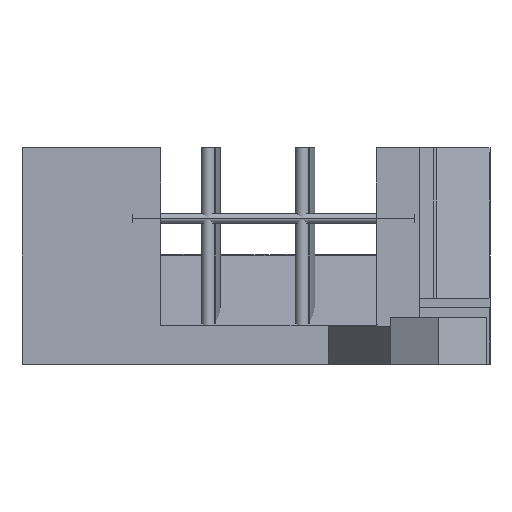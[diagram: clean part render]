
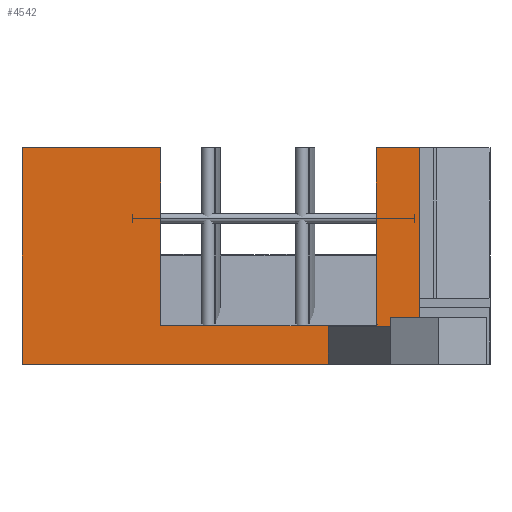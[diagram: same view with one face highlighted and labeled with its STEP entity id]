
A CAD part, left-side view. The second image highlights one B-rep face of the part: STEP entity #4542.
In plain terms, the highlighted planar face has unit normal (-1, 0, 0).
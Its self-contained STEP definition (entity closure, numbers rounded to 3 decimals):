
#44 = DIRECTION ( 'NONE',  ( 0., 1., 0. ) ) ;
#112 = VERTEX_POINT ( 'NONE', #4518 ) ;
#124 = DIRECTION ( 'NONE',  ( 0., 0., -1. ) ) ;
#215 = DIRECTION ( 'NONE',  ( 0., 0., 1. ) ) ;
#253 = VECTOR ( 'NONE', #3002, 1000. ) ;
#303 = CARTESIAN_POINT ( 'NONE',  ( -17., 5.75, -17. ) ) ;
#316 = ORIENTED_EDGE ( 'NONE', *, *, #3828, .F. ) ;
#748 = VECTOR ( 'NONE', #4720, 1000. ) ;
#780 = DIRECTION ( 'NONE',  ( 0., 0., 1. ) ) ;
#850 = LINE ( 'NONE', #7350, #4133 ) ;
#872 = CARTESIAN_POINT ( 'NONE',  ( -17., 5.75, -40. ) ) ;
#1009 = ORIENTED_EDGE ( 'NONE', *, *, #8140, .F. ) ;
#1034 = EDGE_CURVE ( 'NONE', #4840, #3559, #5508, .T. ) ;
#1152 = ORIENTED_EDGE ( 'NONE', *, *, #9090, .F. ) ;
#1235 = DIRECTION ( 'NONE',  ( 0., -1., 0. ) ) ;
#1449 = VERTEX_POINT ( 'NONE', #6494 ) ;
#1635 = EDGE_CURVE ( 'NONE', #5786, #112, #3343, .T. ) ;
#1769 = VECTOR ( 'NONE', #7385, 1000. ) ;
#2040 = EDGE_CURVE ( 'NONE', #6999, #2988, #5371, .T. ) ;
#2107 = EDGE_CURVE ( 'NONE', #2988, #5786, #3679, .T. ) ;
#2314 = VECTOR ( 'NONE', #4559, 1000. ) ;
#2557 = ORIENTED_EDGE ( 'NONE', *, *, #4350, .T. ) ;
#2607 = ORIENTED_EDGE ( 'NONE', *, *, #7852, .F. ) ;
#2657 = LINE ( 'NONE', #4012, #3501 ) ;
#2658 = CARTESIAN_POINT ( 'NONE',  ( -17., -35.313, -40. ) ) ;
#2735 = VERTEX_POINT ( 'NONE', #872 ) ;
#2855 = ORIENTED_EDGE ( 'NONE', *, *, #8934, .F. ) ;
#2889 = CARTESIAN_POINT ( 'NONE',  ( -17., -36.5, -40. ) ) ;
#2988 = VERTEX_POINT ( 'NONE', #6506 ) ;
#3002 = DIRECTION ( 'NONE',  ( 0., 0., -1. ) ) ;
#3046 = CARTESIAN_POINT ( 'NONE',  ( -17., -31.899, -40. ) ) ;
#3118 = CARTESIAN_POINT ( 'NONE',  ( -17., 5.75, -40. ) ) ;
#3122 = EDGE_LOOP ( 'NONE', ( #7285, #5937, #4486, #2607, #2557, #2855, #5273, #1152, #6345, #1009, #7872, #316 ) ) ;
#3137 = CARTESIAN_POINT ( 'NONE',  ( -17., -35.313, -40. ) ) ;
#3343 = LINE ( 'NONE', #7410, #748 ) ;
#3501 = VECTOR ( 'NONE', #124, 1000. ) ;
#3559 = VERTEX_POINT ( 'NONE', #6461 ) ;
#3589 = CARTESIAN_POINT ( 'NONE',  ( -17., -36.5, -17. ) ) ;
#3679 = LINE ( 'NONE', #6747, #253 ) ;
#3689 = CARTESIAN_POINT ( 'NONE',  ( -17., -36.5, -40. ) ) ;
#3828 = EDGE_CURVE ( 'NONE', #112, #4840, #4929, .T. ) ;
#4012 = CARTESIAN_POINT ( 'NONE',  ( -17., -26.799, -40. ) ) ;
#4133 = VECTOR ( 'NONE', #1235, 1000. ) ;
#4290 = CARTESIAN_POINT ( 'NONE',  ( -17., -9., -35.915 ) ) ;
#4350 = EDGE_CURVE ( 'NONE', #2735, #1449, #850, .T. ) ;
#4467 = VECTOR ( 'NONE', #215, 1000. ) ;
#4486 = ORIENTED_EDGE ( 'NONE', *, *, #2040, .F. ) ;
#4518 = CARTESIAN_POINT ( 'NONE',  ( -17., -31.899, -35.915 ) ) ;
#4542 = ADVANCED_FACE ( 'NONE', ( #9086 ), #6715, .F. ) ;
#4559 = DIRECTION ( 'NONE',  ( 0., 1., 0. ) ) ;
#4720 = DIRECTION ( 'NONE',  ( 0., -1., 0. ) ) ;
#4840 = VERTEX_POINT ( 'NONE', #5812 ) ;
#4929 = LINE ( 'NONE', #3046, #9534 ) ;
#4986 = VERTEX_POINT ( 'NONE', #8356 ) ;
#5150 = LINE ( 'NONE', #3118, #9019 ) ;
#5253 = DIRECTION ( 'NONE',  ( 0., 0., 1. ) ) ;
#5273 = ORIENTED_EDGE ( 'NONE', *, *, #8350, .F. ) ;
#5371 = LINE ( 'NONE', #6030, #6557 ) ;
#5395 = AXIS2_PLACEMENT_3D ( 'NONE', #2889, #5966, #8270 ) ;
#5508 = LINE ( 'NONE', #3589, #1769 ) ;
#5786 = VERTEX_POINT ( 'NONE', #4290 ) ;
#5812 = CARTESIAN_POINT ( 'NONE',  ( -17., -31.899, -17. ) ) ;
#5937 = ORIENTED_EDGE ( 'NONE', *, *, #2107, .F. ) ;
#5966 = DIRECTION ( 'NONE',  ( 1., 0., 0. ) ) ;
#6030 = CARTESIAN_POINT ( 'NONE',  ( -17., -36.5, -17. ) ) ;
#6325 = VECTOR ( 'NONE', #44, 1000. ) ;
#6345 = ORIENTED_EDGE ( 'NONE', *, *, #8800, .F. ) ;
#6461 = CARTESIAN_POINT ( 'NONE',  ( -17., -36.5, -17. ) ) ;
#6494 = CARTESIAN_POINT ( 'NONE',  ( -17., -26.799, -40. ) ) ;
#6497 = LINE ( 'NONE', #2658, #4467 ) ;
#6506 = CARTESIAN_POINT ( 'NONE',  ( -17., -9., -17. ) ) ;
#6557 = VECTOR ( 'NONE', #6815, 1000. ) ;
#6715 = PLANE ( 'NONE',  #5395 ) ;
#6747 = CARTESIAN_POINT ( 'NONE',  ( -17., -9., -40. ) ) ;
#6815 = DIRECTION ( 'NONE',  ( 0., -1., 0. ) ) ;
#6832 = VERTEX_POINT ( 'NONE', #3137 ) ;
#6999 = VERTEX_POINT ( 'NONE', #303 ) ;
#7168 = LINE ( 'NONE', #3689, #9375 ) ;
#7285 = ORIENTED_EDGE ( 'NONE', *, *, #1635, .F. ) ;
#7350 = CARTESIAN_POINT ( 'NONE',  ( -17., -36.5, -40. ) ) ;
#7385 = DIRECTION ( 'NONE',  ( 0., -1., 0. ) ) ;
#7410 = CARTESIAN_POINT ( 'NONE',  ( -17., -36.5, -35.915 ) ) ;
#7692 = VERTEX_POINT ( 'NONE', #8056 ) ;
#7835 = CARTESIAN_POINT ( 'NONE',  ( -17., -36.5, -36. ) ) ;
#7852 = EDGE_CURVE ( 'NONE', #2735, #6999, #5150, .T. ) ;
#7872 = ORIENTED_EDGE ( 'NONE', *, *, #1034, .F. ) ;
#8056 = CARTESIAN_POINT ( 'NONE',  ( -17., -36.5, -40. ) ) ;
#8140 = EDGE_CURVE ( 'NONE', #3559, #7692, #7168, .T. ) ;
#8270 = DIRECTION ( 'NONE',  ( 0., 0., -1. ) ) ;
#8350 = EDGE_CURVE ( 'NONE', #9223, #4986, #9363, .T. ) ;
#8356 = CARTESIAN_POINT ( 'NONE',  ( -17., -26.799, -36. ) ) ;
#8588 = LINE ( 'NONE', #9175, #2314 ) ;
#8800 = EDGE_CURVE ( 'NONE', #7692, #6832, #8588, .T. ) ;
#8934 = EDGE_CURVE ( 'NONE', #4986, #1449, #2657, .T. ) ;
#8997 = CARTESIAN_POINT ( 'NONE',  ( -17., -35.313, -36. ) ) ;
#9019 = VECTOR ( 'NONE', #780, 1000. ) ;
#9082 = DIRECTION ( 'NONE',  ( 0., 0., -1. ) ) ;
#9086 = FACE_OUTER_BOUND ( 'NONE', #3122, .T. ) ;
#9090 = EDGE_CURVE ( 'NONE', #6832, #9223, #6497, .T. ) ;
#9175 = CARTESIAN_POINT ( 'NONE',  ( -17., -36.5, -40. ) ) ;
#9223 = VERTEX_POINT ( 'NONE', #8997 ) ;
#9363 = LINE ( 'NONE', #7835, #6325 ) ;
#9375 = VECTOR ( 'NONE', #9082, 1000. ) ;
#9534 = VECTOR ( 'NONE', #5253, 1000. ) ;
